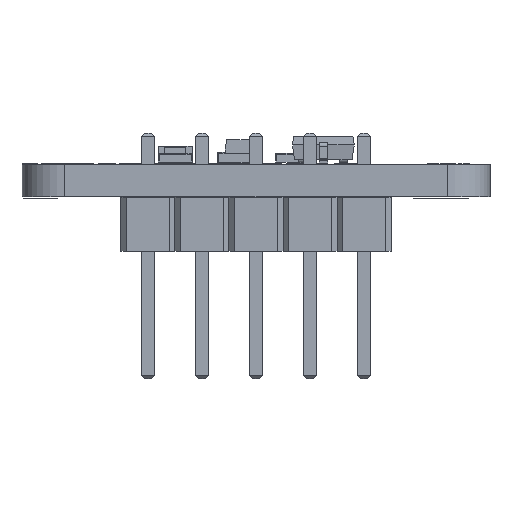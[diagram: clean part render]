
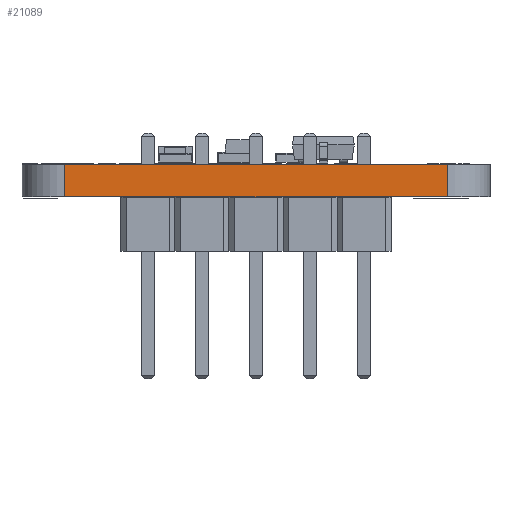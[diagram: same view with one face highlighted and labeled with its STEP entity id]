
A CAD part, front view. The second image highlights one B-rep face of the part: STEP entity #21089.
In plain terms, the highlighted planar face has unit normal (0, -1, 0).
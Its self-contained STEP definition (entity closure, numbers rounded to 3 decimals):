
#20418 = VERTEX_POINT('',#20419);
#20419 = CARTESIAN_POINT('',(-8.912,-10.913,0.));
#20426 = EDGE_CURVE('',#20427,#20418,#20429,.T.);
#20427 = VERTEX_POINT('',#20428);
#20428 = CARTESIAN_POINT('',(9.088,-10.913,0.));
#20429 = LINE('',#20430,#20431);
#20430 = CARTESIAN_POINT('',(9.088,-10.913,0.));
#20431 = VECTOR('',#20432,1.);
#20432 = DIRECTION('',(-1.,0.,0.));
#20688 = VERTEX_POINT('',#20689);
#20689 = CARTESIAN_POINT('',(-8.912,-10.913,1.51));
#20696 = EDGE_CURVE('',#20697,#20688,#20699,.T.);
#20697 = VERTEX_POINT('',#20698);
#20698 = CARTESIAN_POINT('',(9.088,-10.913,1.51));
#20699 = LINE('',#20700,#20701);
#20700 = CARTESIAN_POINT('',(9.088,-10.913,1.51));
#20701 = VECTOR('',#20702,1.);
#20702 = DIRECTION('',(-1.,0.,0.));
#21061 = EDGE_CURVE('',#20427,#20697,#21062,.T.);
#21062 = LINE('',#21063,#21064);
#21063 = CARTESIAN_POINT('',(9.088,-10.913,0.));
#21064 = VECTOR('',#21065,1.);
#21065 = DIRECTION('',(0.,0.,1.));
#21089 = ADVANCED_FACE('',(#21090),#21101,.T.);
#21090 = FACE_BOUND('',#21091,.T.);
#21091 = EDGE_LOOP('',(#21092,#21093,#21094,#21100));
#21092 = ORIENTED_EDGE('',*,*,#21061,.T.);
#21093 = ORIENTED_EDGE('',*,*,#20696,.T.);
#21094 = ORIENTED_EDGE('',*,*,#21095,.F.);
#21095 = EDGE_CURVE('',#20418,#20688,#21096,.T.);
#21096 = LINE('',#21097,#21098);
#21097 = CARTESIAN_POINT('',(-8.912,-10.913,0.));
#21098 = VECTOR('',#21099,1.);
#21099 = DIRECTION('',(0.,0.,1.));
#21100 = ORIENTED_EDGE('',*,*,#20426,.F.);
#21101 = PLANE('',#21102);
#21102 = AXIS2_PLACEMENT_3D('',#21103,#21104,#21105);
#21103 = CARTESIAN_POINT('',(9.088,-10.913,0.));
#21104 = DIRECTION('',(0.,-1.,0.));
#21105 = DIRECTION('',(-1.,0.,0.));
